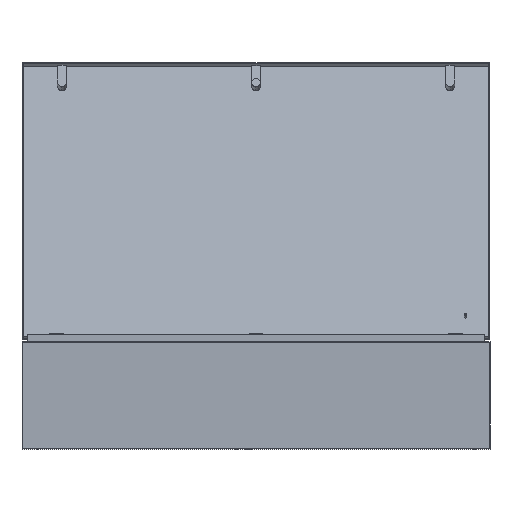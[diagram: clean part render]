
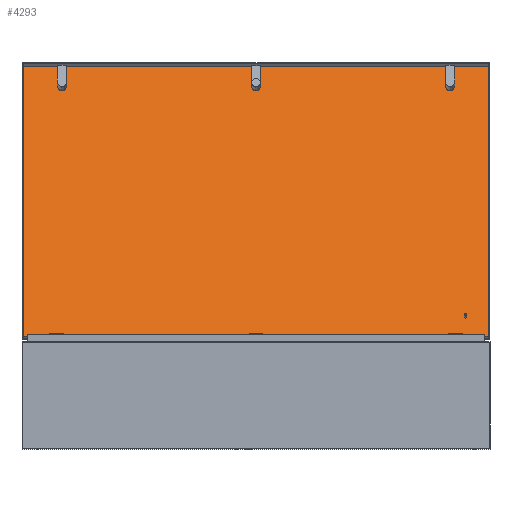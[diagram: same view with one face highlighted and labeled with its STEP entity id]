
A CAD part, left-side view. The second image highlights one B-rep face of the part: STEP entity #4293.
In plain terms, the highlighted face is planar.
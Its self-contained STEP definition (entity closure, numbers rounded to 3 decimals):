
#176 = CARTESIAN_POINT ( 'NONE',  ( -329., 497.5, -1. ) ) ;
#211 = DIRECTION ( 'NONE',  ( 1., 0., 0. ) ) ;
#233 = DIRECTION ( 'NONE',  ( 0., 0., 1. ) ) ;
#260 = ORIENTED_EDGE ( 'NONE', *, *, #5016, .T. ) ;
#296 = EDGE_LOOP ( 'NONE', ( #8797, #9363, #6289, #5299 ) ) ;
#335 = VERTEX_POINT ( 'NONE', #3795 ) ;
#350 = DIRECTION ( 'NONE',  ( 1., 0., 0. ) ) ;
#372 = CARTESIAN_POINT ( 'NONE',  ( -317.5, -497.5, -1. ) ) ;
#576 = AXIS2_PLACEMENT_3D ( 'NONE', #4976, #8262, #3450 ) ;
#690 = CARTESIAN_POINT ( 'NONE',  ( 371.5, 0., -1. ) ) ;
#969 = CARTESIAN_POINT ( 'NONE',  ( -317.5, 0., -1. ) ) ;
#1011 = CARTESIAN_POINT ( 'NONE',  ( -329., 0., -1. ) ) ;
#1065 = DIRECTION ( 'NONE',  ( 1., 0., 0. ) ) ;
#1163 = ORIENTED_EDGE ( 'NONE', *, *, #6352, .T. ) ;
#1323 = DIRECTION ( 'NONE',  ( 1., 0., 0. ) ) ;
#1600 = DIRECTION ( 'NONE',  ( 0., 0., 1. ) ) ;
#1646 = VECTOR ( 'NONE', #7836, 1000. ) ;
#1825 = CARTESIAN_POINT ( 'NONE',  ( 0., 596.5, -1. ) ) ;
#1858 = CARTESIAN_POINT ( 'NONE',  ( -317.5, 497.5, -1. ) ) ;
#1859 = FACE_OUTER_BOUND ( 'NONE', #296, .T. ) ;
#1865 = AXIS2_PLACEMENT_3D ( 'NONE', #1858, #5948, #350 ) ;
#1955 = AXIS2_PLACEMENT_3D ( 'NONE', #7148, #9660, #8006 ) ;
#2009 = EDGE_CURVE ( 'NONE', #5459, #9475, #2575, .T. ) ;
#2012 = CIRCLE ( 'NONE', #5862, 3. ) ;
#2023 = LINE ( 'NONE', #1825, #6101 ) ;
#2047 = VERTEX_POINT ( 'NONE', #2574 ) ;
#2049 = VERTEX_POINT ( 'NONE', #176 ) ;
#2216 = CIRCLE ( 'NONE', #2334, 11.5 ) ;
#2334 = AXIS2_PLACEMENT_3D ( 'NONE', #6473, #1600, #2429 ) ;
#2429 = DIRECTION ( 'NONE',  ( 1., 0., 0. ) ) ;
#2574 = CARTESIAN_POINT ( 'NONE',  ( 371.5, 596.5, -1. ) ) ;
#2575 = LINE ( 'NONE', #3894, #5637 ) ;
#2591 = PLANE ( 'NONE',  #576 ) ;
#2631 = FACE_BOUND ( 'NONE', #3523, .T. ) ;
#2782 = EDGE_LOOP ( 'NONE', ( #7456, #4581 ) ) ;
#2843 = ORIENTED_EDGE ( 'NONE', *, *, #4357, .F. ) ;
#2891 = CARTESIAN_POINT ( 'NONE',  ( -306., 0., -1. ) ) ;
#2897 = CARTESIAN_POINT ( 'NONE',  ( 312.5, -537.5, -1. ) ) ;
#2956 = VERTEX_POINT ( 'NONE', #1011 ) ;
#3032 = EDGE_CURVE ( 'NONE', #9475, #7161, #9040, .T. ) ;
#3069 = VERTEX_POINT ( 'NONE', #2891 ) ;
#3348 = ORIENTED_EDGE ( 'NONE', *, *, #6581, .T. ) ;
#3450 = DIRECTION ( 'NONE',  ( 1., 0., 0. ) ) ;
#3523 = EDGE_LOOP ( 'NONE', ( #3892, #2843 ) ) ;
#3527 = DIRECTION ( 'NONE',  ( 1., 0., 0. ) ) ;
#3795 = CARTESIAN_POINT ( 'NONE',  ( 315.5, -537.5, -1. ) ) ;
#3892 = ORIENTED_EDGE ( 'NONE', *, *, #8872, .F. ) ;
#3894 = CARTESIAN_POINT ( 'NONE',  ( -371.5, 0., -1. ) ) ;
#3963 = CIRCLE ( 'NONE', #6246, 11.5 ) ;
#4058 = LINE ( 'NONE', #690, #10166 ) ;
#4293 = ADVANCED_FACE ( 'NONE', ( #4553, #7882, #5805, #1859, #2631 ), #2591, .F. ) ;
#4356 = EDGE_CURVE ( 'NONE', #8039, #9239, #6433, .T. ) ;
#4357 = EDGE_CURVE ( 'NONE', #4594, #335, #8633, .T. ) ;
#4457 = CIRCLE ( 'NONE', #1955, 11.5 ) ;
#4553 = FACE_BOUND ( 'NONE', #2782, .T. ) ;
#4581 = ORIENTED_EDGE ( 'NONE', *, *, #4356, .T. ) ;
#4594 = VERTEX_POINT ( 'NONE', #7300 ) ;
#4712 = DIRECTION ( 'NONE',  ( 0., -1., 0. ) ) ;
#4976 = CARTESIAN_POINT ( 'NONE',  ( 0., 0., -1. ) ) ;
#5004 = CIRCLE ( 'NONE', #1865, 11.5 ) ;
#5016 = EDGE_CURVE ( 'NONE', #3069, #2956, #2216, .T. ) ;
#5067 = DIRECTION ( 'NONE',  ( 0., 0., 1. ) ) ;
#5099 = EDGE_LOOP ( 'NONE', ( #6030, #3348 ) ) ;
#5290 = VERTEX_POINT ( 'NONE', #6728 ) ;
#5299 = ORIENTED_EDGE ( 'NONE', *, *, #3032, .F. ) ;
#5345 = CARTESIAN_POINT ( 'NONE',  ( -306., -497.5, -1. ) ) ;
#5459 = VERTEX_POINT ( 'NONE', #6871 ) ;
#5477 = CIRCLE ( 'NONE', #8721, 11.5 ) ;
#5637 = VECTOR ( 'NONE', #4712, 1000. ) ;
#5805 = FACE_BOUND ( 'NONE', #8908, .T. ) ;
#5862 = AXIS2_PLACEMENT_3D ( 'NONE', #2897, #9364, #1323 ) ;
#5884 = EDGE_CURVE ( 'NONE', #9239, #8039, #3963, .T. ) ;
#5893 = DIRECTION ( 'NONE',  ( 1., 0., 0. ) ) ;
#5948 = DIRECTION ( 'NONE',  ( 0., 0., 1. ) ) ;
#6030 = ORIENTED_EDGE ( 'NONE', *, *, #10023, .T. ) ;
#6101 = VECTOR ( 'NONE', #9884, 1000. ) ;
#6197 = CARTESIAN_POINT ( 'NONE',  ( 371.5, -596.5, -1. ) ) ;
#6246 = AXIS2_PLACEMENT_3D ( 'NONE', #9940, #5067, #211 ) ;
#6289 = ORIENTED_EDGE ( 'NONE', *, *, #8973, .F. ) ;
#6352 = EDGE_CURVE ( 'NONE', #2956, #3069, #5477, .T. ) ;
#6405 = DIRECTION ( 'NONE',  ( 0., 1., 0. ) ) ;
#6433 = CIRCLE ( 'NONE', #9835, 11.5 ) ;
#6473 = CARTESIAN_POINT ( 'NONE',  ( -317.5, 0., -1. ) ) ;
#6581 = EDGE_CURVE ( 'NONE', #2049, #5290, #4457, .T. ) ;
#6728 = CARTESIAN_POINT ( 'NONE',  ( -306., 497.5, -1. ) ) ;
#6842 = DIRECTION ( 'NONE',  ( 0., 0., 1. ) ) ;
#6871 = CARTESIAN_POINT ( 'NONE',  ( -371.5, 596.5, -1. ) ) ;
#7148 = CARTESIAN_POINT ( 'NONE',  ( -317.5, 497.5, -1. ) ) ;
#7161 = VERTEX_POINT ( 'NONE', #6197 ) ;
#7300 = CARTESIAN_POINT ( 'NONE',  ( 309.5, -537.5, -1. ) ) ;
#7456 = ORIENTED_EDGE ( 'NONE', *, *, #5884, .T. ) ;
#7666 = CARTESIAN_POINT ( 'NONE',  ( 312.5, -537.5, -1. ) ) ;
#7766 = CARTESIAN_POINT ( 'NONE',  ( 0., -596.5, -1. ) ) ;
#7780 = CARTESIAN_POINT ( 'NONE',  ( -371.5, -596.5, -1. ) ) ;
#7836 = DIRECTION ( 'NONE',  ( 1., 0., 0. ) ) ;
#7882 = FACE_BOUND ( 'NONE', #5099, .T. ) ;
#8006 = DIRECTION ( 'NONE',  ( 1., 0., 0. ) ) ;
#8039 = VERTEX_POINT ( 'NONE', #8258 ) ;
#8258 = CARTESIAN_POINT ( 'NONE',  ( -329., -497.5, -1. ) ) ;
#8262 = DIRECTION ( 'NONE',  ( 0., 0., 1. ) ) ;
#8409 = DIRECTION ( 'NONE',  ( 0., 0., -1. ) ) ;
#8633 = CIRCLE ( 'NONE', #9694, 3. ) ;
#8683 = EDGE_CURVE ( 'NONE', #2047, #5459, #2023, .T. ) ;
#8721 = AXIS2_PLACEMENT_3D ( 'NONE', #969, #233, #1065 ) ;
#8797 = ORIENTED_EDGE ( 'NONE', *, *, #2009, .F. ) ;
#8872 = EDGE_CURVE ( 'NONE', #335, #4594, #2012, .T. ) ;
#8908 = EDGE_LOOP ( 'NONE', ( #260, #1163 ) ) ;
#8973 = EDGE_CURVE ( 'NONE', #7161, #2047, #4058, .T. ) ;
#9040 = LINE ( 'NONE', #7766, #1646 ) ;
#9239 = VERTEX_POINT ( 'NONE', #5345 ) ;
#9363 = ORIENTED_EDGE ( 'NONE', *, *, #8683, .F. ) ;
#9364 = DIRECTION ( 'NONE',  ( 0., 0., -1. ) ) ;
#9475 = VERTEX_POINT ( 'NONE', #7780 ) ;
#9660 = DIRECTION ( 'NONE',  ( 0., 0., 1. ) ) ;
#9694 = AXIS2_PLACEMENT_3D ( 'NONE', #7666, #8409, #3527 ) ;
#9835 = AXIS2_PLACEMENT_3D ( 'NONE', #372, #6842, #5893 ) ;
#9884 = DIRECTION ( 'NONE',  ( -1., 0., 0. ) ) ;
#9940 = CARTESIAN_POINT ( 'NONE',  ( -317.5, -497.5, -1. ) ) ;
#10023 = EDGE_CURVE ( 'NONE', #5290, #2049, #5004, .T. ) ;
#10166 = VECTOR ( 'NONE', #6405, 1000. ) ;
